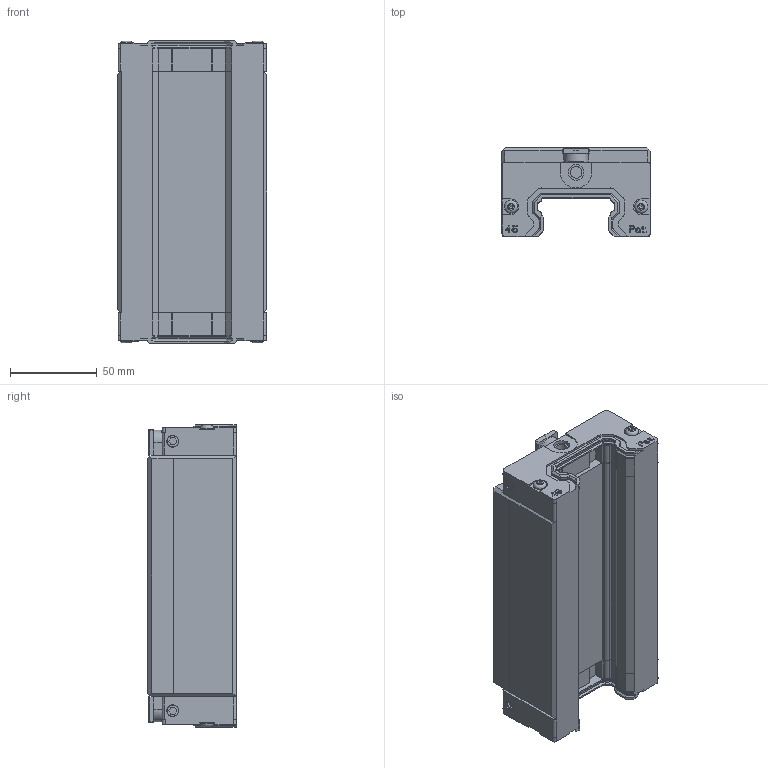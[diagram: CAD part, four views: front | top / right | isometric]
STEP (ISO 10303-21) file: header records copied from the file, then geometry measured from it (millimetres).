
FILE_DESCRIPTION(/* description */ (''),/* implementation_level */ '2;1');
FILE_NAME(/* name */ 'LGB_S45BESS_Shrinkwrap.ipt.stp',/* time_stamp */ '2015-12-04T11:34:09+01:00',/* author */ ('RLI'),/* organization */ (''),/* preprocessor_version */ 'ST-DEVELOPER v15.6',/* originating_system */ 'Autodesk Inventor 2015',/* authorisation */ '');
FILE_SCHEMA (('AUTOMOTIVE_DESIGN { 1 0 10303 214 3 1 1 }'));
Length unit declared in the file: millimetre
Products named in the file (1): LGB_S45BESS_Shrinkwrap
Bounding box: 85.95 x 51.1 x 174 mm (x, y, z)
Volume: 507216.6 mm3; surface area: 88168.2 mm2
Topology: 1 solids, 15 shells, 1108 faces, 2842 edges, 1806 vertices
Faces by surface type: plane 800, cylinder 218, cone 82, torus 8
Full cylindrical faces by diameter (mm): 4 x12, 4.4 x4, 5 x4, 6.647 x2, 6.8 x4, 7.6 x4, 9 x2, 10 x10, 14 x2
Entity records: 34367 total; most frequent: CARTESIAN_POINT 6581, ORIENTED_EDGE 5472, DIRECTION 5370, EDGE_CURVE 2736, LINE 2224, VECTOR 2224, VERTEX_POINT 1776, AXIS2_PLACEMENT_3D 1573
